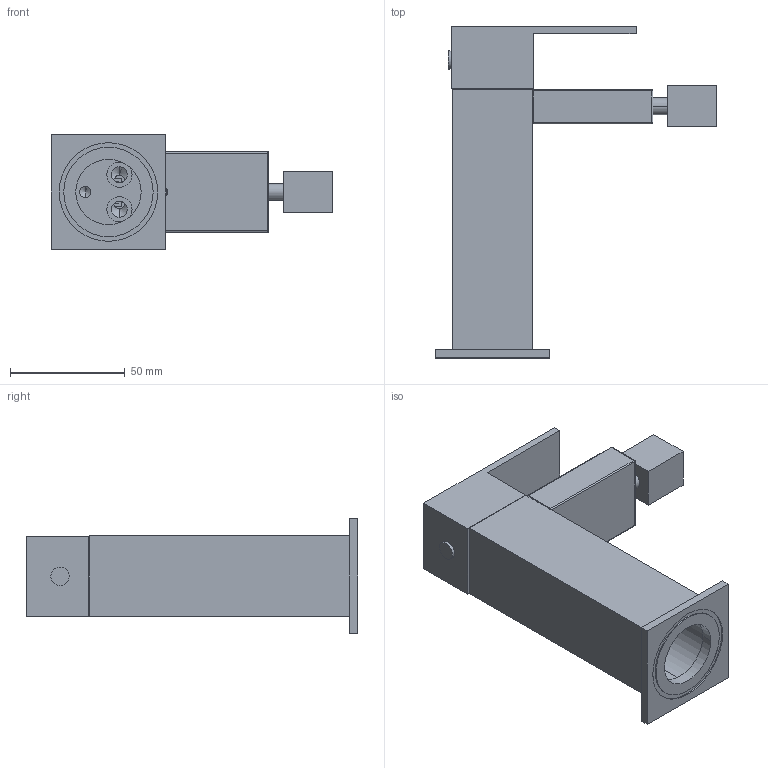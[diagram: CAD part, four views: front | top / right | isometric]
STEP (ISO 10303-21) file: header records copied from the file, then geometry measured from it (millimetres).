
FILE_DESCRIPTION (( 'STEP AP214' ), '1' );
FILE_NAME ('QUA.0002 3D.STEP', '2023-03-23T14:46:47', ( '' ), ( '' ), 'SwSTEP 2.0', 'SolidWorks 2022', '' );
FILE_SCHEMA (( 'AUTOMOTIVE_DESIGN' ));
Length unit declared in the file: millimetre
Products named in the file (10): 0004-02-MONOCOMANDO_BID_.STEP.STEP; 0004-PERNO_4X2,5X3MM_000000000000.STEP.STEP; 0004-ESPELHO_50X50X5MM_000000000000.STEP.STEP; 0004-CORPO_35X35X113,75MM_000000000000.STEP.STEP; 0004-MANIPULO_35X35,80MM_QUADRADO_000000000000.STEP.STEP; QUA.0002 3D; 0004-TAMPA_PERNO_000000000000.STEP.STEP; 0004-BICA_BIDE_35X5250MM_000000000000.STEP.STEP; QUA.0002.STEP; 0004-ROTULA_BIDE_M8X1_000000000000.STEP.STEP
Assembly tree (9 placements, depth 4):
  QUA.0002 3D
    QUA.0002.STEP
      0004-02-MONOCOMANDO_BID_.STEP.STEP
        0004-MANIPULO_35X35,80MM_QUADRADO_000000000000.STEP.STEP
        0004-CORPO_35X35X113,75MM_000000000000.STEP.STEP
        0004-ESPELHO_50X50X5MM_000000000000.STEP.STEP
        0004-PERNO_4X2,5X3MM_000000000000.STEP.STEP
        0004-TAMPA_PERNO_000000000000.STEP.STEP
        0004-BICA_BIDE_35X5250MM_000000000000.STEP.STEP
        0004-ROTULA_BIDE_M8X1_000000000000.STEP.STEP
Bounding box: 122.9 x 144.75 x 50 mm (x, y, z)
Volume: 114071.7 mm3; surface area: 65641.7 mm2
Topology: 7 solids, 7 shells, 475 faces, 1131 edges, 721 vertices
Faces by surface type: plane 303, cylinder 128, cone 26, sphere 8, bspline 6, torus 4
Entity records: 17437 total; most frequent: CARTESIAN_POINT 5992, DIRECTION 2230, ORIENTED_EDGE 2210, EDGE_CURVE 1105, LINE 804, VECTOR 804, VERTEX_POINT 721, AXIS2_PLACEMENT_3D 713
